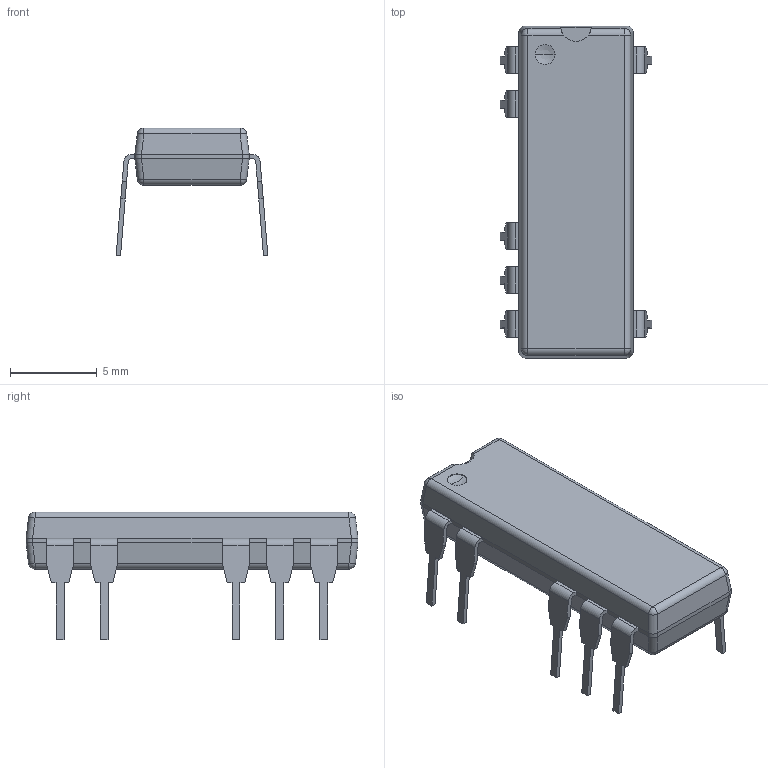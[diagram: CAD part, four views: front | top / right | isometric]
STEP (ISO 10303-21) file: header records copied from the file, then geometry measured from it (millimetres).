
FILE_DESCRIPTION((''),'2;1');
FILE_NAME('NVA0007A_ASM','2021-04-01T13:58:05',('a0412086'),(''),'CREO PARAMETRIC BY PTC INC, 2018500','CREO PARAMETRIC BY PTC INC, 2018500','');
FILE_SCHEMA(('CONFIG_CONTROL_DESIGN','SHAPE_APPEARANCE_LAYERS_GROUPS'));
Length unit declared in the file: inch
Products named in the file (3): BODY; LEAD; NVA0007A_ASM
Assembly tree (8 placements, depth 2):
  NVA0007A_ASM
    BODY
    LEAD  x7
Bounding box: 8.76 x 19.18 x 7.39 mm (x, y, z)
Volume: 410 mm3; surface area: 494.1 mm2
Topology: 8 solids, 8 shells, 161 faces, 409 edges, 263 vertices
Faces by surface type: plane 113, cylinder 38, sphere 10
Entity records: 2574 total; most frequent: CARTESIAN_POINT 460, DIRECTION 315, ORIENTED_EDGE 310, PRESENTATION_STYLE_ASSIGNMENT 157, STYLED_ITEM 157, CURVE_STYLE 155, EDGE_CURVE 155, AXIS2_PLACEMENT_3D 112
